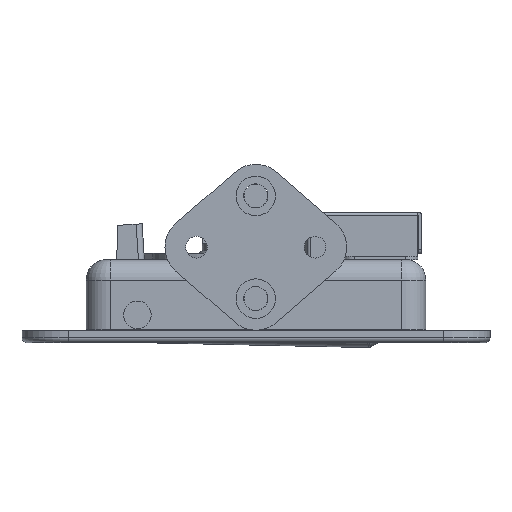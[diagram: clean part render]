
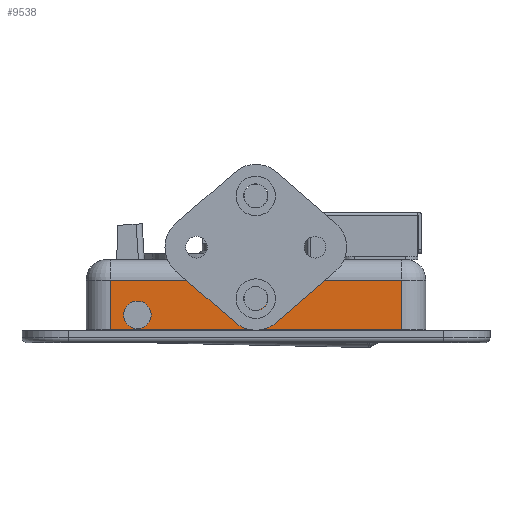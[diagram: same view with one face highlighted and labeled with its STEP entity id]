
A CAD part, left-side view. The second image highlights one B-rep face of the part: STEP entity #9538.
In plain terms, the highlighted face is planar.
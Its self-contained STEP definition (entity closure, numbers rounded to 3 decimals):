
#240 = EDGE_CURVE ( 'NONE', #5543, #5542, #9706, .T. ) ;
#355 = AXIS2_PLACEMENT_3D ( 'NONE', #8811, #8812, #8813 ) ;
#1382 = ORIENTED_EDGE ( 'NONE', *, *, #23301, .T. ) ;
#1383 = ORIENTED_EDGE ( 'NONE', *, *, #240, .T. ) ;
#1384 = ORIENTED_EDGE ( 'NONE', *, *, #23306, .T. ) ;
#1385 = ORIENTED_EDGE ( 'NONE', *, *, #23307, .T. ) ;
#1386 = ORIENTED_EDGE ( 'NONE', *, *, #23305, .T. ) ;
#1387 = ORIENTED_EDGE ( 'NONE', *, *, #23290, .T. ) ;
#3359 = EDGE_LOOP ( 'NONE', ( #1383, #1384 ) ) ;
#3360 = EDGE_LOOP ( 'NONE', ( #1386, #1385, #1382, #1387 ) ) ;
#5542 = VERTEX_POINT ( 'NONE', #17536 ) ;
#5543 = VERTEX_POINT ( 'NONE', #17537 ) ;
#7805 = VERTEX_POINT ( 'NONE', #10545 ) ;
#7807 = VERTEX_POINT ( 'NONE', #10548 ) ;
#7813 = VERTEX_POINT ( 'NONE', #10553 ) ;
#7818 = VERTEX_POINT ( 'NONE', #10560 ) ;
#8811 = CARTESIAN_POINT ( 'NONE',  ( 33., 0., 0. ) ) ;
#8812 = DIRECTION ( 'NONE',  ( -1., 0., 0. ) ) ;
#8813 = DIRECTION ( 'NONE',  ( 0., 0., 1. ) ) ;
#9538 = ADVANCED_FACE ( 'NONE', ( #13498, #13503 ), #12482, .F. ) ;
#9706 = CIRCLE ( 'NONE', #355, 2.55 ) ;
#10545 = CARTESIAN_POINT ( 'NONE',  ( 33., 6.75, -8.8 ) ) ;
#10548 = CARTESIAN_POINT ( 'NONE',  ( 33., -66.85, -8.8 ) ) ;
#10553 = CARTESIAN_POINT ( 'NONE',  ( 33., -66.85, 3.8 ) ) ;
#10560 = CARTESIAN_POINT ( 'NONE',  ( 33., 6.75, 3.8 ) ) ;
#12482 = PLANE ( 'NONE',  #13505 ) ;
#12483 = CARTESIAN_POINT ( 'NONE',  ( 33., 0., 0. ) ) ;
#12484 = DIRECTION ( 'NONE',  ( -1., 0., 0. ) ) ;
#12485 = DIRECTION ( 'NONE',  ( 0., 0., 1. ) ) ;
#13498 = FACE_BOUND ( 'NONE', #3359, .T. ) ;
#13503 = FACE_OUTER_BOUND ( 'NONE', #3360, .T. ) ;
#13505 = AXIS2_PLACEMENT_3D ( 'NONE', #12483, #12484, #12485 ) ;
#17536 = CARTESIAN_POINT ( 'NONE',  ( 33., 0., 2.55 ) ) ;
#17537 = CARTESIAN_POINT ( 'NONE',  ( 33., 0., -2.55 ) ) ;
#18455 = CIRCLE ( 'NONE', #20193, 2.55 ) ;
#19785 = LINE ( 'NONE', #19786, #20205 ) ;
#19786 = CARTESIAN_POINT ( 'NONE',  ( 33., 0., -8.8 ) ) ;
#19787 = DIRECTION ( 'NONE',  ( 0., 1., 0. ) ) ;
#19818 = LINE ( 'NONE', #19819, #20216 ) ;
#19819 = CARTESIAN_POINT ( 'NONE',  ( 33., -66.85, 0. ) ) ;
#19820 = DIRECTION ( 'NONE',  ( 0., 0., -1. ) ) ;
#19826 = CARTESIAN_POINT ( 'NONE',  ( 33., 0., 0. ) ) ;
#19830 = LINE ( 'NONE', #19831, #20221 ) ;
#19831 = CARTESIAN_POINT ( 'NONE',  ( 33., 6.75, 0. ) ) ;
#19832 = DIRECTION ( 'NONE',  ( 0., 0., 1. ) ) ;
#19833 = DIRECTION ( 'NONE',  ( -1., 0., 0. ) ) ;
#19834 = DIRECTION ( 'NONE',  ( 0., 0., 1. ) ) ;
#19836 = LINE ( 'NONE', #19837, #20222 ) ;
#19837 = CARTESIAN_POINT ( 'NONE',  ( 33., 0., 3.8 ) ) ;
#19838 = DIRECTION ( 'NONE',  ( 0., -1., 0. ) ) ;
#20193 = AXIS2_PLACEMENT_3D ( 'NONE', #19826, #19833, #19834 ) ;
#20205 = VECTOR ( 'NONE', #19787, 1000. ) ;
#20216 = VECTOR ( 'NONE', #19820, 1000. ) ;
#20221 = VECTOR ( 'NONE', #19832, 1000. ) ;
#20222 = VECTOR ( 'NONE', #19838, 1000. ) ;
#23290 = EDGE_CURVE ( 'NONE', #7807, #7805, #19785, .T. ) ;
#23301 = EDGE_CURVE ( 'NONE', #7813, #7807, #19818, .T. ) ;
#23305 = EDGE_CURVE ( 'NONE', #7805, #7818, #19830, .T. ) ;
#23306 = EDGE_CURVE ( 'NONE', #5542, #5543, #18455, .T. ) ;
#23307 = EDGE_CURVE ( 'NONE', #7818, #7813, #19836, .T. ) ;
